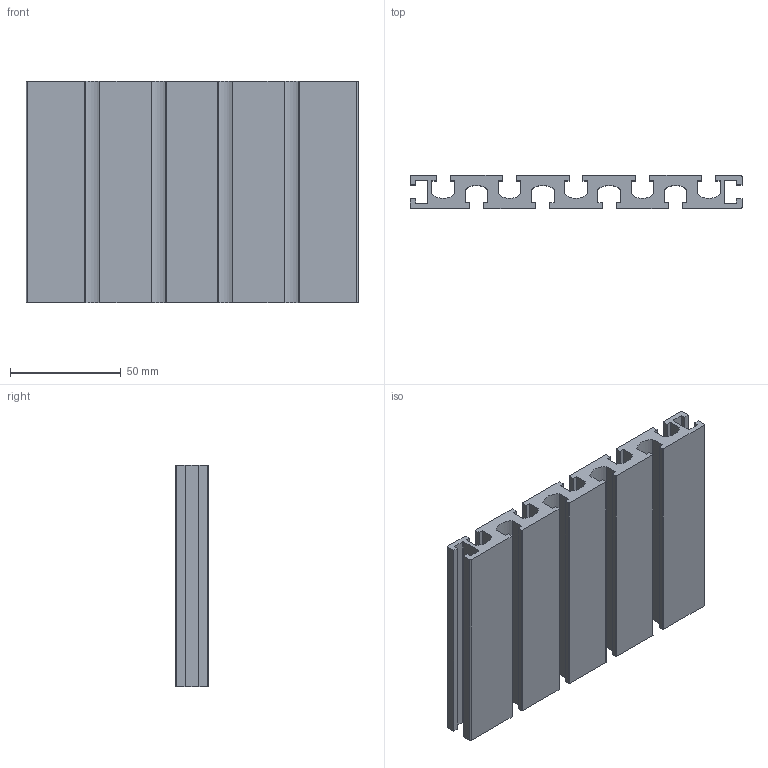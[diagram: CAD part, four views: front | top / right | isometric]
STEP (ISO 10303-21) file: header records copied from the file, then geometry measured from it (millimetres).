
FILE_DESCRIPTION((''),'2;1');
FILE_NAME('AF15150-6.stp','2009-09-01T09:33:12',('Administrator'),(''),'Autodesk Inventor 2008','Autodesk Inventor 2008','');
FILE_SCHEMA(('AUTOMOTIVE_DESIGN { 1 0 10303 214 1 1 1 1 }'));
Length unit declared in the file: millimetre
Products named in the file (1): AF15150-6
Bounding box: 150 x 15 x 100 mm (x, y, z)
Volume: 128105 mm3; surface area: 63398.9 mm2
Topology: 1 solids, 1 shells, 120 faces, 354 edges, 236 vertices
Faces by surface type: plane 85, cylinder 35
Entity records: 4014 total; most frequent: CARTESIAN_POINT 711, ORIENTED_EDGE 708, DIRECTION 666, EDGE_CURVE 354, VECTOR 284, LINE 284, VERTEX_POINT 236, AXIS2_PLACEMENT_3D 191
